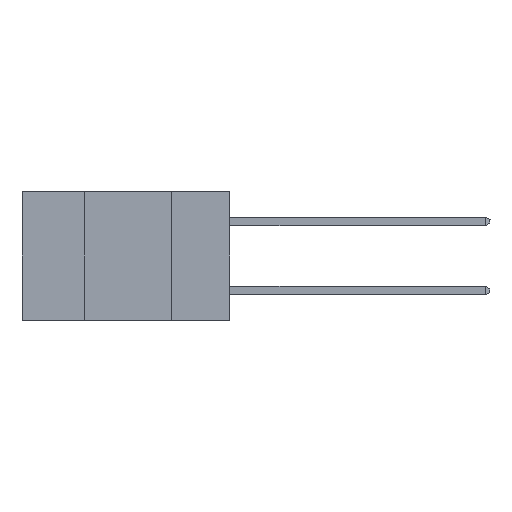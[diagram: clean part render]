
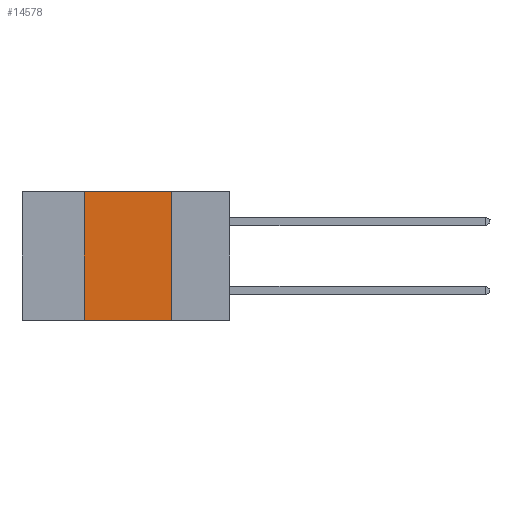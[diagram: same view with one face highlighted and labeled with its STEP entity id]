
A CAD part, left-side view. The second image highlights one B-rep face of the part: STEP entity #14578.
In plain terms, the highlighted planar face has unit normal (-1, 0, 0).
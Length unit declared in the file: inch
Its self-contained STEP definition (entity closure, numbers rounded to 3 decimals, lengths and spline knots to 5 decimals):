
#22 = ORIENTED_EDGE ( 'NONE', *, *, #13474, .F. ) ;
#256 = CARTESIAN_POINT ( 'NONE',  ( 0., 0.6, -0.37 ) ) ;
#343 = DIRECTION ( 'NONE',  ( 0., 0., 1. ) ) ;
#915 = ORIENTED_EDGE ( 'NONE', *, *, #8679, .F. ) ;
#1503 = CARTESIAN_POINT ( 'NONE',  ( 0., 0.6, 0. ) ) ;
#1513 = CARTESIAN_POINT ( 'NONE',  ( 0., 0.42, -0.37 ) ) ;
#1997 = VECTOR ( 'NONE', #15280, 39.37008 ) ;
#2546 = VECTOR ( 'NONE', #7267, 39.37008 ) ;
#3041 = CARTESIAN_POINT ( 'NONE',  ( 0., 0.42, -0.37 ) ) ;
#3065 = EDGE_CURVE ( 'NONE', #6244, #9788, #13095, .T. ) ;
#3761 = LINE ( 'NONE', #1513, #6894 ) ;
#3809 = CARTESIAN_POINT ( 'NONE',  ( 0., 0.17, -0.37 ) ) ;
#4508 = CARTESIAN_POINT ( 'NONE',  ( 0., 0.17, -0.37 ) ) ;
#4576 = CARTESIAN_POINT ( 'NONE',  ( 0., 0.6, 0. ) ) ;
#4734 = DIRECTION ( 'NONE',  ( 1., 0., 0. ) ) ;
#4993 = DIRECTION ( 'NONE',  ( 0., -1., 0. ) ) ;
#5053 = CARTESIAN_POINT ( 'NONE',  ( 0., 0.17, 0. ) ) ;
#5304 = CARTESIAN_POINT ( 'NONE',  ( 0., 0.42, 0. ) ) ;
#5741 = FACE_OUTER_BOUND ( 'NONE', #14683, .T. ) ;
#5851 = ORIENTED_EDGE ( 'NONE', *, *, #3065, .F. ) ;
#6244 = VERTEX_POINT ( 'NONE', #5304 ) ;
#6769 = ORIENTED_EDGE ( 'NONE', *, *, #7974, .T. ) ;
#6894 = VECTOR ( 'NONE', #343, 39.37008 ) ;
#6991 = PLANE ( 'NONE',  #10894 ) ;
#7267 = DIRECTION ( 'NONE',  ( 0., -1., 0. ) ) ;
#7974 = EDGE_CURVE ( 'NONE', #14048, #12692, #13096, .T. ) ;
#8679 = EDGE_CURVE ( 'NONE', #9788, #12692, #11749, .T. ) ;
#9015 = VECTOR ( 'NONE', #4993, 39.37008 ) ;
#9323 = DIRECTION ( 'NONE',  ( 0., 0., -1. ) ) ;
#9788 = VERTEX_POINT ( 'NONE', #5053 ) ;
#10894 = AXIS2_PLACEMENT_3D ( 'NONE', #4576, #4734, #9323 ) ;
#11749 = LINE ( 'NONE', #4508, #1997 ) ;
#12692 = VERTEX_POINT ( 'NONE', #3809 ) ;
#13095 = LINE ( 'NONE', #1503, #9015 ) ;
#13096 = LINE ( 'NONE', #256, #2546 ) ;
#13474 = EDGE_CURVE ( 'NONE', #14048, #6244, #3761, .T. ) ;
#14048 = VERTEX_POINT ( 'NONE', #3041 ) ;
#14578 = ADVANCED_FACE ( 'NONE', ( #5741 ), #6991, .F. ) ;
#14683 = EDGE_LOOP ( 'NONE', ( #915, #5851, #22, #6769 ) ) ;
#15280 = DIRECTION ( 'NONE',  ( 0., 0., -1. ) ) ;
